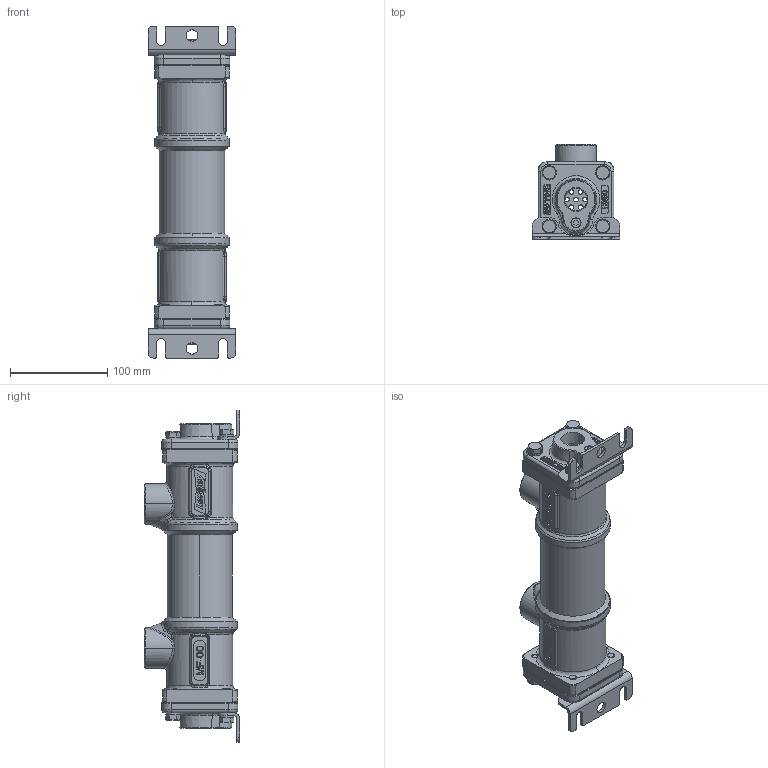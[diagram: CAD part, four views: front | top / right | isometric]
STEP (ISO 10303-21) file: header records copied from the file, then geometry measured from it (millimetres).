
FILE_DESCRIPTION((''),'2;1');
FILE_NAME('84527103109_ASM','2013-06-21T',('ppetruska'),(''),'PRO/ENGINEER BY PARAMETRIC TECHNOLOGY CORPORATION, 2012480','PRO/ENGINEER BY PARAMETRIC TECHNOLOGY CORPORATION, 2012480','');
FILE_SCHEMA(('CONFIG_CONTROL_DESIGN'));
Products named in the file (14): 84527108774_AF6; 84527108778_AF1_ASM; 84527108788_ASM; 84527103006; SIZE_60_WR; 84527108790; 84527108819_AF0; 84527103000_ASM; 84527103003; 84527108791; 84527108794; 84527103004; 68514457302; 84527103109_ASM
Assembly tree (32 placements, depth 4):
  84527103109_ASM
    84527108788_ASM  x2
      84527108778_AF1_ASM
        84527108774_AF6
    84527103006
    SIZE_60_WR  x2
    84527108790  x2
    84527103000_ASM  x2
      84527108819_AF0
    84527103003  x2
    84527108791  x2
    84527108794  x8
    84527103004  x4
    68514457302  x4
Bounding box: 90 x 98 x 341 mm (x, y, z)
Volume: 519039.1 mm3; surface area: 236319.9 mm2
Topology: 29 solids, 29 shells, 2236 faces, 5820 edges, 3728 vertices
Faces by surface type: plane 1388, cylinder 366, cone 264, bspline 126, torus 52, extrusion 28, sphere 12
Entity records: 37506 total; most frequent: CARTESIAN_POINT 11081, ORIENTED_EDGE 5536, DIRECTION 5208, EDGE_CURVE 2768, VECTOR 2002, LINE 1988, VERTEX_POINT 1780, AXIS2_PLACEMENT_3D 1603
